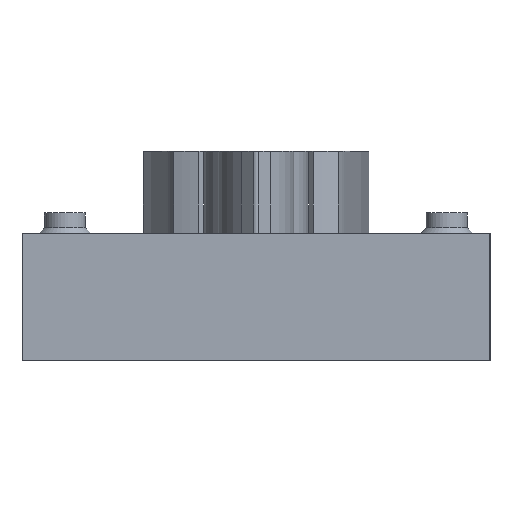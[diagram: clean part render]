
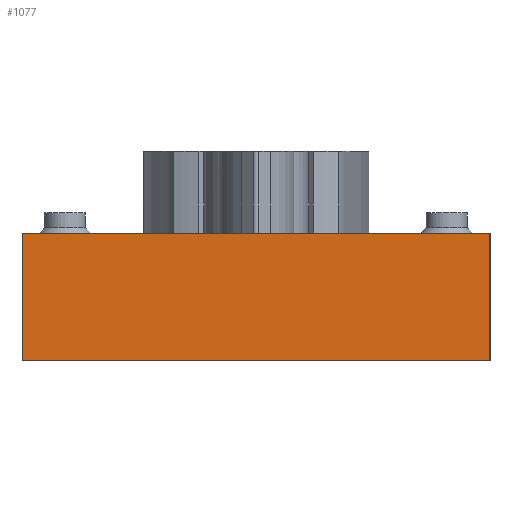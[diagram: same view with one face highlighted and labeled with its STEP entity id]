
A CAD part, left-side view. The second image highlights one B-rep face of the part: STEP entity #1077.
In plain terms, the highlighted planar face has unit normal (-1, 0, 0).
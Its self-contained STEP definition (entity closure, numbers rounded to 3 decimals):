
#159=FACE_OUTER_BOUND('',#223,.T.);
#223=EDGE_LOOP('',(#975,#976,#977,#978));
#231=LINE('',#1575,#323);
#311=LINE('',#1863,#403);
#314=LINE('',#1869,#406);
#315=LINE('',#1870,#407);
#323=VECTOR('',#1232,10.);
#403=VECTOR('',#1542,10.);
#406=VECTOR('',#1547,10.);
#407=VECTOR('',#1548,10.);
#425=VERTEX_POINT('',#1572);
#426=VERTEX_POINT('',#1574);
#519=VERTEX_POINT('',#1862);
#521=VERTEX_POINT('',#1868);
#529=EDGE_CURVE('',#426,#425,#231,.T.);
#671=EDGE_CURVE('',#426,#519,#311,.T.);
#674=EDGE_CURVE('',#425,#521,#314,.T.);
#675=EDGE_CURVE('',#519,#521,#315,.T.);
#975=ORIENTED_EDGE('',*,*,#529,.T.);
#976=ORIENTED_EDGE('',*,*,#674,.T.);
#977=ORIENTED_EDGE('',*,*,#675,.F.);
#978=ORIENTED_EDGE('',*,*,#671,.F.);
#1018=PLANE('',#1214);
#1077=ADVANCED_FACE('',(#159),#1018,.T.);
#1214=AXIS2_PLACEMENT_3D('',#1867,#1545,#1546);
#1232=DIRECTION('',(0.,1.,0.));
#1542=DIRECTION('',(0.,0.,-1.));
#1545=DIRECTION('center_axis',(-1.,0.,0.));
#1546=DIRECTION('ref_axis',(0.,1.,0.));
#1547=DIRECTION('',(0.,0.,-1.));
#1548=DIRECTION('',(0.,1.,0.));
#1572=CARTESIAN_POINT('',(72.19,6.804,0.75));
#1574=CARTESIAN_POINT('',(72.19,-6.069,0.75));
#1575=CARTESIAN_POINT('',(72.19,-6.32,0.75));
#1862=CARTESIAN_POINT('',(72.19,-6.069,-2.75));
#1863=CARTESIAN_POINT('',(72.19,-6.069,4.25));
#1867=CARTESIAN_POINT('Origin',(72.19,-6.069,4.25));
#1868=CARTESIAN_POINT('',(72.19,6.804,-2.75));
#1869=CARTESIAN_POINT('',(72.19,6.804,4.25));
#1870=CARTESIAN_POINT('',(72.19,-6.069,-2.75));
